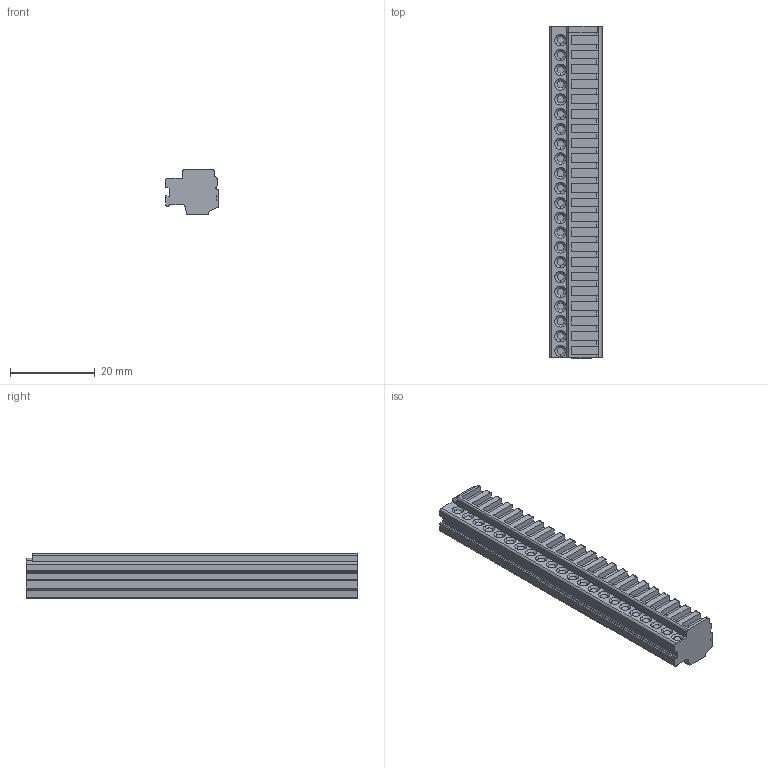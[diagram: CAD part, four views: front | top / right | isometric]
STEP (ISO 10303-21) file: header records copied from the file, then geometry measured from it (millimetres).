
FILE_DESCRIPTION((''),'2;1');
FILE_NAME('RRGG','2024-10-15T11:00:48',('tluser'),(''),'CREO PARAMETRIC BY PTC INC, 2018100','CREO PARAMETRIC BY PTC INC, 2018100','');
FILE_SCHEMA(('CONFIG_CONTROL_DESIGN'));
Length unit declared in the file: millimetre
Products named in the file (1): RRGG
Bounding box: 12.5 x 78.5 x 10.6 mm (x, y, z)
Volume: 7678.7 mm3; surface area: 4471.5 mm2
Topology: 1 solids, 1 shells, 687 faces, 1813 edges, 1194 vertices
Faces by surface type: plane 380, cylinder 219, cone 88
Entity records: 21659 total; most frequent: CARTESIAN_POINT 4074, DIRECTION 3757, ORIENTED_EDGE 3626, EDGE_CURVE 1813, AXIS2_PLACEMENT_3D 1301, VERTEX_POINT 1194, VECTOR 1155, LINE 1155
